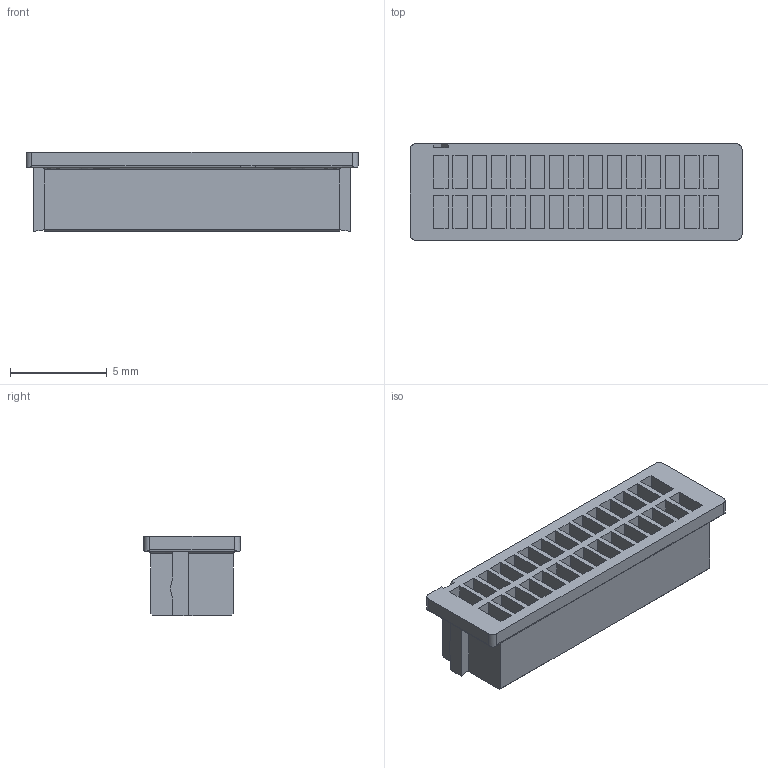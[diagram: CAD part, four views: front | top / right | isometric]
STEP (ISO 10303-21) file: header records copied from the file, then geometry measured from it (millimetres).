
FILE_DESCRIPTION(('CoCreate Modeling STEP Export'),'2;1');
FILE_NAME('DF20A-30DS-1C.stp','2010-10-05T19:02:12',(''),(''),'CoCreate Modeling STEP processor for AP214 (Solid Model)','CoCreate Modeling 17.0 01-Apr-2010 (C) Parametric Technology GmbH','');
FILE_SCHEMA(('AUTOMOTIVE_DESIGN { 1 0 10303 214 1 1 1 1 }'));
Length unit declared in the file: millimetre
Products named in the file (1): DF20A-30DS-1C
Bounding box: 17.2 x 5 x 4.1 mm (x, y, z)
Volume: 251.3 mm3; surface area: 480.5 mm2
Topology: 1 solids, 1 shells, 468 faces, 1211 edges, 806 vertices
Faces by surface type: plane 452, cylinder 13, extrusion 3
Entity records: 14952 total; most frequent: CARTESIAN_POINT 2654, ORIENTED_EDGE 2422, DIRECTION 2144, EDGE_CURVE 1211, VECTOR 1188, LINE 1185, VERTEX_POINT 806, EDGE_LOOP 529
